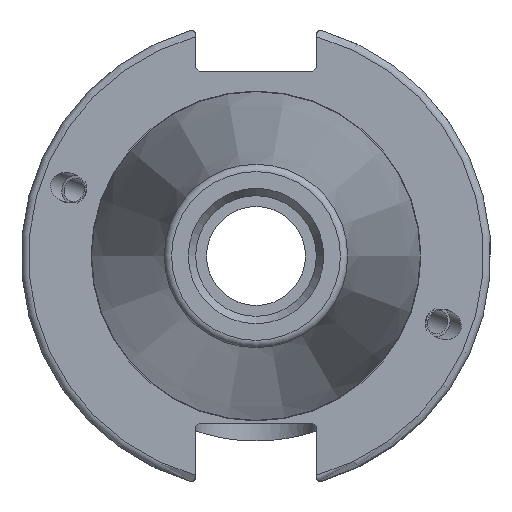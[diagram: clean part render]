
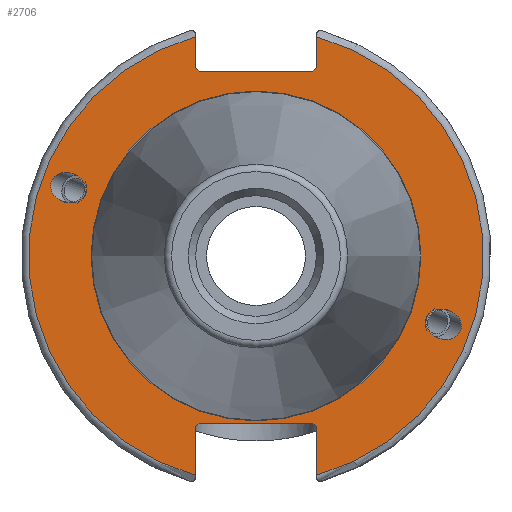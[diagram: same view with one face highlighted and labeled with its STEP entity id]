
A CAD part, left-side view. The second image highlights one B-rep face of the part: STEP entity #2706.
In plain terms, the highlighted planar face has unit normal (-1, 0, 0).
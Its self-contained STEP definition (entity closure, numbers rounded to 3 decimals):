
#163=ELLIPSE('',#2927,2.442,2.);
#164=ELLIPSE('',#2941,2.442,2.);
#304=FACE_BOUND('',#577,.T.);
#305=FACE_BOUND('',#578,.T.);
#306=FACE_BOUND('',#579,.T.);
#324=PLANE('',#2979);
#412=FACE_OUTER_BOUND('',#576,.T.);
#576=EDGE_LOOP('',(#1976,#1977,#1978,#1979,#1980,#1981,#1982,#1983,#1984,
#1985,#1986,#1987));
#577=EDGE_LOOP('',(#1988));
#578=EDGE_LOOP('',(#1989));
#579=EDGE_LOOP('',(#1990));
#742=LINE('',#4305,#905);
#743=LINE('',#4307,#906);
#744=LINE('',#4309,#907);
#745=LINE('',#4311,#908);
#746=LINE('',#4313,#909);
#747=LINE('',#4317,#910);
#748=LINE('',#4319,#911);
#749=LINE('',#4321,#912);
#750=LINE('',#4323,#913);
#751=LINE('',#4324,#914);
#905=VECTOR('',#3358,10.);
#906=VECTOR('',#3359,10.);
#907=VECTOR('',#3360,10.);
#908=VECTOR('',#3361,10.);
#909=VECTOR('',#3362,10.);
#910=VECTOR('',#3365,10.);
#911=VECTOR('',#3366,10.);
#912=VECTOR('',#3367,10.);
#913=VECTOR('',#3368,10.);
#914=VECTOR('',#3369,10.);
#1081=CIRCLE('',#2977,22.3);
#1083=CIRCLE('',#2980,30.75);
#1084=CIRCLE('',#2981,30.75);
#1182=VERTEX_POINT('',#4008);
#1192=VERTEX_POINT('',#4087);
#1229=VERTEX_POINT('',#4296);
#1230=VERTEX_POINT('',#4301);
#1231=VERTEX_POINT('',#4302);
#1232=VERTEX_POINT('',#4304);
#1233=VERTEX_POINT('',#4306);
#1234=VERTEX_POINT('',#4308);
#1235=VERTEX_POINT('',#4310);
#1236=VERTEX_POINT('',#4312);
#1237=VERTEX_POINT('',#4314);
#1238=VERTEX_POINT('',#4316);
#1239=VERTEX_POINT('',#4318);
#1240=VERTEX_POINT('',#4320);
#1241=VERTEX_POINT('',#4322);
#1448=EDGE_CURVE('',#1182,#1182,#163,.T.);
#1464=EDGE_CURVE('',#1192,#1192,#164,.T.);
#1512=EDGE_CURVE('',#1229,#1229,#1081,.T.);
#1514=EDGE_CURVE('',#1230,#1231,#1083,.T.);
#1515=EDGE_CURVE('',#1230,#1232,#742,.T.);
#1516=EDGE_CURVE('',#1233,#1232,#743,.T.);
#1517=EDGE_CURVE('',#1233,#1234,#744,.T.);
#1518=EDGE_CURVE('',#1235,#1234,#745,.T.);
#1519=EDGE_CURVE('',#1235,#1236,#746,.T.);
#1520=EDGE_CURVE('',#1237,#1236,#1084,.T.);
#1521=EDGE_CURVE('',#1237,#1238,#747,.T.);
#1522=EDGE_CURVE('',#1239,#1238,#748,.T.);
#1523=EDGE_CURVE('',#1239,#1240,#749,.T.);
#1524=EDGE_CURVE('',#1241,#1240,#750,.T.);
#1525=EDGE_CURVE('',#1241,#1231,#751,.T.);
#1976=ORIENTED_EDGE('',*,*,#1514,.F.);
#1977=ORIENTED_EDGE('',*,*,#1515,.T.);
#1978=ORIENTED_EDGE('',*,*,#1516,.F.);
#1979=ORIENTED_EDGE('',*,*,#1517,.T.);
#1980=ORIENTED_EDGE('',*,*,#1518,.F.);
#1981=ORIENTED_EDGE('',*,*,#1519,.T.);
#1982=ORIENTED_EDGE('',*,*,#1520,.F.);
#1983=ORIENTED_EDGE('',*,*,#1521,.T.);
#1984=ORIENTED_EDGE('',*,*,#1522,.F.);
#1985=ORIENTED_EDGE('',*,*,#1523,.T.);
#1986=ORIENTED_EDGE('',*,*,#1524,.F.);
#1987=ORIENTED_EDGE('',*,*,#1525,.T.);
#1988=ORIENTED_EDGE('',*,*,#1448,.T.);
#1989=ORIENTED_EDGE('',*,*,#1464,.T.);
#1990=ORIENTED_EDGE('',*,*,#1512,.F.);
#2706=ADVANCED_FACE('',(#412,#304,#305,#306),#324,.T.);
#2927=AXIS2_PLACEMENT_3D('',#4010,#3232,#3233);
#2941=AXIS2_PLACEMENT_3D('',#4089,#3264,#3265);
#2977=AXIS2_PLACEMENT_3D('',#4298,#3350,#3351);
#2979=AXIS2_PLACEMENT_3D('',#4300,#3354,#3355);
#2980=AXIS2_PLACEMENT_3D('',#4303,#3356,#3357);
#2981=AXIS2_PLACEMENT_3D('',#4315,#3363,#3364);
#3232=DIRECTION('center_axis',(1.,0.,0.));
#3233=DIRECTION('ref_axis',(0.,-0.94,-0.342));
#3264=DIRECTION('center_axis',(1.,0.,0.));
#3265=DIRECTION('ref_axis',(0.,0.94,0.342));
#3350=DIRECTION('center_axis',(-1.,0.,0.));
#3351=DIRECTION('ref_axis',(0.,-1.,0.));
#3354=DIRECTION('center_axis',(-1.,0.,0.));
#3355=DIRECTION('ref_axis',(0.,0.,1.));
#3356=DIRECTION('center_axis',(1.,0.,0.));
#3357=DIRECTION('ref_axis',(0.,-1.,0.));
#3358=DIRECTION('',(0.,0.,-1.));
#3359=DIRECTION('',(0.,-0.707,0.707));
#3360=DIRECTION('',(0.,1.,0.));
#3361=DIRECTION('',(0.,-0.707,-0.707));
#3362=DIRECTION('',(0.,0.,1.));
#3363=DIRECTION('center_axis',(1.,0.,0.));
#3364=DIRECTION('ref_axis',(0.,1.,0.));
#3365=DIRECTION('',(0.,0.,1.));
#3366=DIRECTION('',(0.,0.707,-0.707));
#3367=DIRECTION('',(0.,-1.,0.));
#3368=DIRECTION('',(0.,0.707,0.707));
#3369=DIRECTION('',(0.,0.,-1.));
#4008=CARTESIAN_POINT('',(3.175,-23.077,-8.399));
#4010=CARTESIAN_POINT('Origin',(3.175,-25.372,-9.235));
#4087=CARTESIAN_POINT('',(3.175,23.077,8.399));
#4089=CARTESIAN_POINT('Origin',(3.175,25.372,9.235));
#4296=CARTESIAN_POINT('',(3.175,0.,22.3));
#4298=CARTESIAN_POINT('Origin',(3.175,0.,0.));
#4300=CARTESIAN_POINT('Origin',(3.175,31.75,0.));
#4301=CARTESIAN_POINT('',(3.175,-8.19,29.639));
#4302=CARTESIAN_POINT('',(3.175,-8.19,-29.639));
#4303=CARTESIAN_POINT('Origin',(3.175,0.,0.));
#4304=CARTESIAN_POINT('',(3.175,-8.19,25.5));
#4305=CARTESIAN_POINT('',(3.175,-8.19,12.5));
#4306=CARTESIAN_POINT('',(3.175,-7.69,25.));
#4307=CARTESIAN_POINT('',(3.175,8.295,9.015));
#4308=CARTESIAN_POINT('',(3.175,7.69,25.));
#4309=CARTESIAN_POINT('',(3.175,15.875,25.));
#4310=CARTESIAN_POINT('',(3.175,8.19,25.5));
#4311=CARTESIAN_POINT('',(3.175,7.58,24.89));
#4312=CARTESIAN_POINT('',(3.175,8.19,29.639));
#4313=CARTESIAN_POINT('',(3.175,8.19,12.5));
#4314=CARTESIAN_POINT('',(3.175,8.19,-29.639));
#4315=CARTESIAN_POINT('Origin',(3.175,0.,0.));
#4316=CARTESIAN_POINT('',(3.175,8.19,-23.1));
#4317=CARTESIAN_POINT('',(3.175,8.19,-11.3));
#4318=CARTESIAN_POINT('',(3.175,7.69,-22.6));
#4319=CARTESIAN_POINT('',(3.175,8.18,-23.09));
#4320=CARTESIAN_POINT('',(3.175,-7.69,-22.6));
#4321=CARTESIAN_POINT('',(3.175,15.875,-22.6));
#4322=CARTESIAN_POINT('',(3.175,-8.19,-23.1));
#4323=CARTESIAN_POINT('',(3.175,7.695,-7.215));
#4324=CARTESIAN_POINT('',(3.175,-8.19,-11.3));
